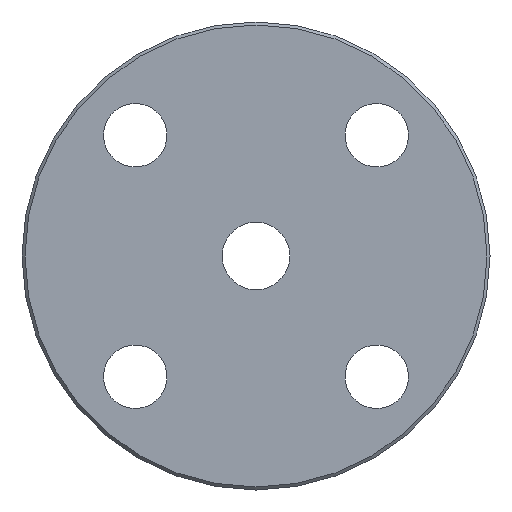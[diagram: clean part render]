
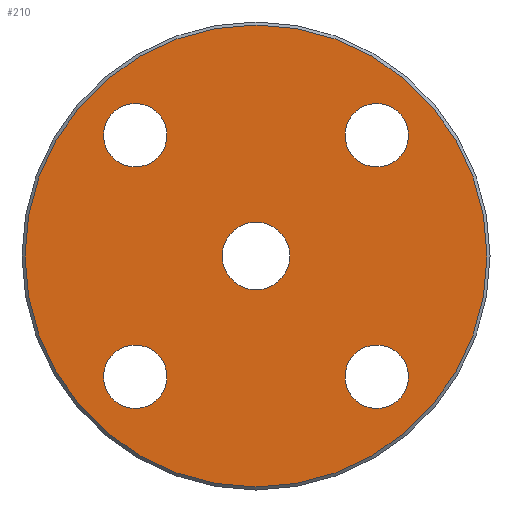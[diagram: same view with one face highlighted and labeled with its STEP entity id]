
A CAD part, front view. The second image highlights one B-rep face of the part: STEP entity #210.
In plain terms, the highlighted planar face has unit normal (0, -1, 0).
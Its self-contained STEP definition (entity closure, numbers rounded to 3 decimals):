
#25=PLANE('',#242);
#39=FACE_BOUND('',#87,.T.);
#40=FACE_BOUND('',#88,.T.);
#41=FACE_BOUND('',#89,.T.);
#42=FACE_BOUND('',#90,.T.);
#43=FACE_BOUND('',#91,.T.);
#58=FACE_OUTER_BOUND('',#86,.T.);
#86=EDGE_LOOP('',(#181));
#87=EDGE_LOOP('',(#182));
#88=EDGE_LOOP('',(#183));
#89=EDGE_LOOP('',(#184));
#90=EDGE_LOOP('',(#185));
#91=EDGE_LOOP('',(#186));
#105=CIRCLE('',#224,2.25);
#116=CIRCLE('',#241,15.3);
#117=CIRCLE('',#243,2.1);
#118=CIRCLE('',#244,2.1);
#119=CIRCLE('',#245,2.1);
#120=CIRCLE('',#246,2.1);
#124=VERTEX_POINT('',#332);
#135=VERTEX_POINT('',#360);
#136=VERTEX_POINT('',#363);
#137=VERTEX_POINT('',#365);
#138=VERTEX_POINT('',#367);
#139=VERTEX_POINT('',#369);
#143=EDGE_CURVE('',#124,#124,#105,.T.);
#154=EDGE_CURVE('',#135,#135,#116,.T.);
#155=EDGE_CURVE('',#136,#136,#117,.T.);
#156=EDGE_CURVE('',#137,#137,#118,.T.);
#157=EDGE_CURVE('',#138,#138,#119,.T.);
#158=EDGE_CURVE('',#139,#139,#120,.T.);
#181=ORIENTED_EDGE('',*,*,#154,.F.);
#182=ORIENTED_EDGE('',*,*,#155,.T.);
#183=ORIENTED_EDGE('',*,*,#156,.T.);
#184=ORIENTED_EDGE('',*,*,#157,.T.);
#185=ORIENTED_EDGE('',*,*,#158,.T.);
#186=ORIENTED_EDGE('',*,*,#143,.T.);
#210=ADVANCED_FACE('',(#58,#39,#40,#41,#42,#43),#25,.F.);
#224=AXIS2_PLACEMENT_3D('',#333,#266,#267);
#241=AXIS2_PLACEMENT_3D('',#361,#300,#301);
#242=AXIS2_PLACEMENT_3D('',#362,#302,#303);
#243=AXIS2_PLACEMENT_3D('',#364,#304,#305);
#244=AXIS2_PLACEMENT_3D('',#366,#306,#307);
#245=AXIS2_PLACEMENT_3D('',#368,#308,#309);
#246=AXIS2_PLACEMENT_3D('',#370,#310,#311);
#266=DIRECTION('center_axis',(0.,1.,0.));
#267=DIRECTION('ref_axis',(1.,0.,0.));
#300=DIRECTION('center_axis',(0.,1.,0.));
#301=DIRECTION('ref_axis',(1.,0.,0.));
#302=DIRECTION('center_axis',(0.,1.,0.));
#303=DIRECTION('ref_axis',(0.,0.,1.));
#304=DIRECTION('center_axis',(0.,1.,0.));
#305=DIRECTION('ref_axis',(-1.,0.,0.));
#306=DIRECTION('center_axis',(0.,1.,0.));
#307=DIRECTION('ref_axis',(-1.,0.,0.));
#308=DIRECTION('center_axis',(0.,1.,0.));
#309=DIRECTION('ref_axis',(-1.,0.,0.));
#310=DIRECTION('center_axis',(0.,1.,0.));
#311=DIRECTION('ref_axis',(-1.,0.,0.));
#332=CARTESIAN_POINT('',(-2.25,-2.4,0.));
#333=CARTESIAN_POINT('Origin',(0.,-2.4,0.));
#360=CARTESIAN_POINT('',(-15.3,-2.4,0.));
#361=CARTESIAN_POINT('Origin',(0.,-2.4,0.));
#362=CARTESIAN_POINT('Origin',(0.,-2.4,0.));
#363=CARTESIAN_POINT('',(-5.9,-2.4,8.));
#364=CARTESIAN_POINT('Origin',(-8.,-2.4,8.));
#365=CARTESIAN_POINT('',(10.1,-2.4,-8.));
#366=CARTESIAN_POINT('Origin',(8.,-2.4,-8.));
#367=CARTESIAN_POINT('',(10.1,-2.4,8.));
#368=CARTESIAN_POINT('Origin',(8.,-2.4,8.));
#369=CARTESIAN_POINT('',(-5.9,-2.4,-8.));
#370=CARTESIAN_POINT('Origin',(-8.,-2.4,-8.));
